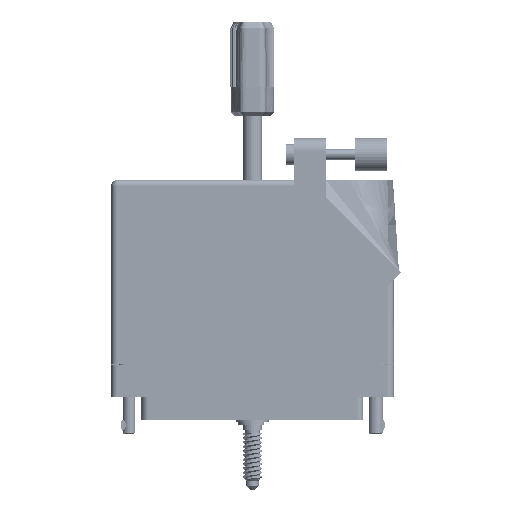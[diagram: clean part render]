
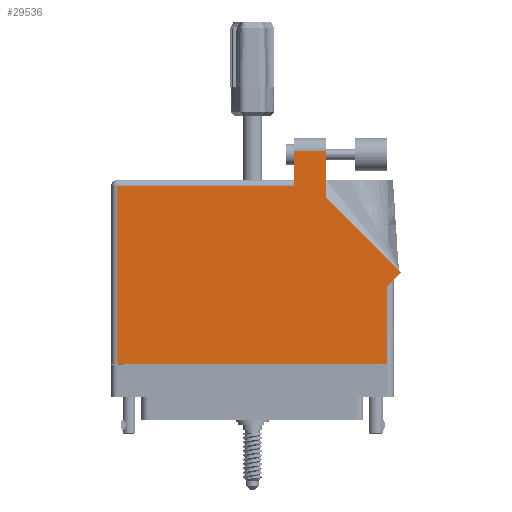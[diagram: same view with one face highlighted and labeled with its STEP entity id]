
A CAD part, front view. The second image highlights one B-rep face of the part: STEP entity #29536.
In plain terms, the highlighted face is planar.
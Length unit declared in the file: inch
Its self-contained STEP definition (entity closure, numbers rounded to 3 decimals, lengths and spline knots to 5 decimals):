
#837 = VECTOR ( 'NONE', #32887, 39.37008 ) ;
#1682 = VECTOR ( 'NONE', #86773, 39.37008 ) ;
#2626 = ORIENTED_EDGE ( 'NONE', *, *, #28845, .T. ) ;
#3061 = DIRECTION ( 'NONE',  ( -1., 0., 0. ) ) ;
#3548 = CARTESIAN_POINT ( 'NONE',  ( -1.359, 1.613, 0.617 ) ) ;
#3616 = VERTEX_POINT ( 'NONE', #78905 ) ;
#3907 = EDGE_LOOP ( 'NONE', ( #55943, #67000, #2626, #30640, #44018, #45558, #75784, #66945, #89729 ) ) ;
#4913 = DIRECTION ( 'NONE',  ( 0.707, 0.707, 0. ) ) ;
#6357 = DIRECTION ( 'NONE',  ( 0., -1., 0. ) ) ;
#8068 = VECTOR ( 'NONE', #4913, 39.37008 ) ;
#12475 = LINE ( 'NONE', #17857, #16991 ) ;
#14144 = CARTESIAN_POINT ( 'NONE',  ( 0.706, 1.95, 0.617 ) ) ;
#15074 = EDGE_CURVE ( 'NONE', #61123, #54837, #64196, .T. ) ;
#16003 = CARTESIAN_POINT ( 'NONE',  ( 1.297, 0.715, 0.617 ) ) ;
#16205 = LINE ( 'NONE', #60842, #837 ) ;
#16991 = VECTOR ( 'NONE', #71755, 39.37008 ) ;
#17449 = LINE ( 'NONE', #16003, #76612 ) ;
#17495 = CARTESIAN_POINT ( 'NONE',  ( -1.359, 1.675, 0.617 ) ) ;
#17857 = CARTESIAN_POINT ( 'NONE',  ( 1.42971, 0.78571, 0.617 ) ) ;
#19027 = VECTOR ( 'NONE', #6357, 39.37008 ) ;
#20640 = CARTESIAN_POINT ( 'NONE',  ( 0.706, 1.50942, 0.617 ) ) ;
#21416 = VECTOR ( 'NONE', #40224, 39.37008 ) ;
#21522 = CARTESIAN_POINT ( 'NONE',  ( 0.399, 1.95, 0.617 ) ) ;
#24352 = DIRECTION ( 'NONE',  ( -1., 0., 0. ) ) ;
#26433 = CARTESIAN_POINT ( 'NONE',  ( -1.359, -0.1, 0.617 ) ) ;
#28696 = EDGE_CURVE ( 'NONE', #64387, #42235, #78924, .T. ) ;
#28826 = CARTESIAN_POINT ( 'NONE',  ( 1.297, -0.1, 0.617 ) ) ;
#28845 = EDGE_CURVE ( 'NONE', #41747, #32464, #94645, .T. ) ;
#29403 = CARTESIAN_POINT ( 'NONE',  ( 0.399, 1.675, 0.617 ) ) ;
#29536 = ADVANCED_FACE ( 'NONE', ( #68958 ), #53779, .F. ) ;
#30640 = ORIENTED_EDGE ( 'NONE', *, *, #73246, .T. ) ;
#32358 = LINE ( 'NONE', #26433, #44742 ) ;
#32464 = VERTEX_POINT ( 'NONE', #95485 ) ;
#32887 = DIRECTION ( 'NONE',  ( 0., -1., 0. ) ) ;
#33700 = EDGE_CURVE ( 'NONE', #3616, #54970, #16205, .T. ) ;
#36169 = EDGE_CURVE ( 'NONE', #54970, #90172, #32358, .T. ) ;
#37809 = EDGE_CURVE ( 'NONE', #54837, #41747, #38768, .T. ) ;
#38768 = LINE ( 'NONE', #53932, #21416 ) ;
#40129 = EDGE_CURVE ( 'NONE', #90172, #64387, #17449, .T. ) ;
#40224 = DIRECTION ( 'NONE',  ( -1., 0., 0. ) ) ;
#40719 = CARTESIAN_POINT ( 'NONE',  ( 1.297, 0.653, 0.617 ) ) ;
#40727 = CARTESIAN_POINT ( 'NONE',  ( 1.359, 0.715, 0.617 ) ) ;
#41747 = VERTEX_POINT ( 'NONE', #21522 ) ;
#42235 = VERTEX_POINT ( 'NONE', #88595 ) ;
#44018 = ORIENTED_EDGE ( 'NONE', *, *, #33700, .T. ) ;
#44742 = VECTOR ( 'NONE', #55367, 39.37008 ) ;
#45558 = ORIENTED_EDGE ( 'NONE', *, *, #36169, .T. ) ;
#53779 = PLANE ( 'NONE',  #83340 ) ;
#53932 = CARTESIAN_POINT ( 'NONE',  ( 0.399, 1.95, 0.617 ) ) ;
#54837 = VERTEX_POINT ( 'NONE', #14144 ) ;
#54970 = VERTEX_POINT ( 'NONE', #92060 ) ;
#55367 = DIRECTION ( 'NONE',  ( 1., 0., 0. ) ) ;
#55943 = ORIENTED_EDGE ( 'NONE', *, *, #15074, .T. ) ;
#58308 = CARTESIAN_POINT ( 'NONE',  ( 0.706, 1.50942, 0.617 ) ) ;
#60842 = CARTESIAN_POINT ( 'NONE',  ( -1.297, -0.1, 0.617 ) ) ;
#61123 = VERTEX_POINT ( 'NONE', #20640 ) ;
#64196 = LINE ( 'NONE', #58308, #1682 ) ;
#64387 = VERTEX_POINT ( 'NONE', #40719 ) ;
#66945 = ORIENTED_EDGE ( 'NONE', *, *, #28696, .T. ) ;
#67000 = ORIENTED_EDGE ( 'NONE', *, *, #37809, .T. ) ;
#68958 = FACE_OUTER_BOUND ( 'NONE', #3907, .T. ) ;
#69213 = EDGE_CURVE ( 'NONE', #42235, #61123, #12475, .T. ) ;
#69928 = DIRECTION ( 'NONE',  ( 0., 0., -1. ) ) ;
#70221 = LINE ( 'NONE', #3548, #83100 ) ;
#71755 = DIRECTION ( 'NONE',  ( -0.707, 0.707, 0. ) ) ;
#73246 = EDGE_CURVE ( 'NONE', #32464, #3616, #70221, .T. ) ;
#75784 = ORIENTED_EDGE ( 'NONE', *, *, #40129, .T. ) ;
#76612 = VECTOR ( 'NONE', #91508, 39.37008 ) ;
#78905 = CARTESIAN_POINT ( 'NONE',  ( -1.297, 1.613, 0.617 ) ) ;
#78924 = LINE ( 'NONE', #40727, #8068 ) ;
#83100 = VECTOR ( 'NONE', #3061, 39.37008 ) ;
#83340 = AXIS2_PLACEMENT_3D ( 'NONE', #17495, #69928, #24352 ) ;
#86773 = DIRECTION ( 'NONE',  ( 0., 1., 0. ) ) ;
#88595 = CARTESIAN_POINT ( 'NONE',  ( 1.42971, 0.78571, 0.617 ) ) ;
#89729 = ORIENTED_EDGE ( 'NONE', *, *, #69213, .T. ) ;
#90172 = VERTEX_POINT ( 'NONE', #28826 ) ;
#91508 = DIRECTION ( 'NONE',  ( 0., 1., 0. ) ) ;
#92060 = CARTESIAN_POINT ( 'NONE',  ( -1.297, -0.1, 0.617 ) ) ;
#94645 = LINE ( 'NONE', #29403, #19027 ) ;
#95485 = CARTESIAN_POINT ( 'NONE',  ( 0.399, 1.613, 0.617 ) ) ;
